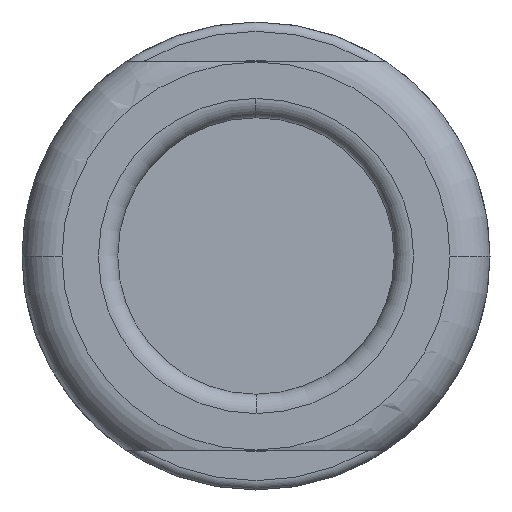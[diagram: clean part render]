
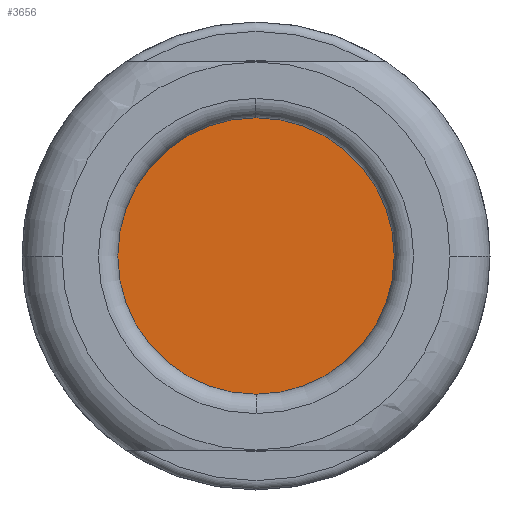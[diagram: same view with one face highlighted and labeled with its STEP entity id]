
A CAD part, left-side view. The second image highlights one B-rep face of the part: STEP entity #3656.
In plain terms, the highlighted planar face has unit normal (-1, 0, 0).
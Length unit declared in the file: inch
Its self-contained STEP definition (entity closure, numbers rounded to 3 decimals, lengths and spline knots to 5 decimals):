
#1359=CARTESIAN_POINT('',(0.,0.,0.));
#1360=DIRECTION('',(-1.,0.,0.));
#1361=DIRECTION('',(0.,0.,-1.));
#1362=AXIS2_PLACEMENT_3D('',#1359,#1360,#1361);
#1364=CARTESIAN_POINT('',(0.,0.,0.));
#1365=DIRECTION('',(-1.,0.,0.));
#1366=DIRECTION('',(0.,0.,1.));
#1367=AXIS2_PLACEMENT_3D('',#1364,#1365,#1366);
#2244=CARTESIAN_POINT('',(0.,0.,-0.2215));
#2245=CARTESIAN_POINT('',(0.,0.,0.2215));
#2246=VERTEX_POINT('',#2244);
#2247=VERTEX_POINT('',#2245);
#3646=CARTESIAN_POINT('',(0.,0.,0.));
#3647=DIRECTION('',(1.,0.,0.));
#3648=DIRECTION('',(0.,-1.,0.));
#3649=AXIS2_PLACEMENT_3D('',#3646,#3647,#3648);
#3650=PLANE('',#3649);
#3652=ORIENTED_EDGE('',*,*,#3651,.F.);
#3653=ORIENTED_EDGE('',*,*,#3636,.F.);
#3654=EDGE_LOOP('',(#3652,#3653));
#3655=FACE_OUTER_BOUND('',#3654,.F.);
#3656=ADVANCED_FACE('',(#3655),#3650,.F.);
#1363=CIRCLE('',#1362,0.2215);
#1368=CIRCLE('',#1367,0.2215);
#3636=EDGE_CURVE('',#2247,#2246,#1368,.T.);
#3651=EDGE_CURVE('',#2246,#2247,#1363,.T.);
